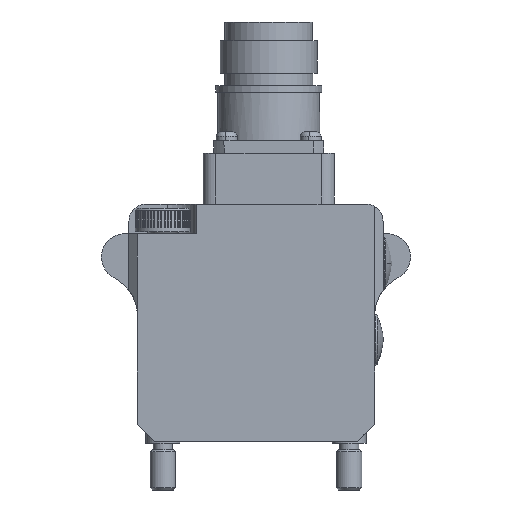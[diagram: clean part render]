
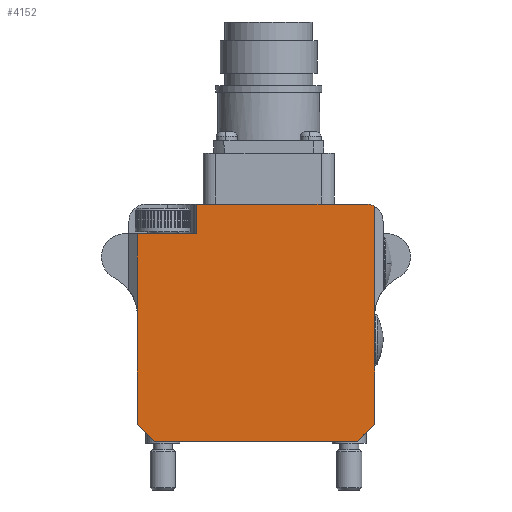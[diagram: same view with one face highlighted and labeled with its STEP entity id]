
A CAD part, front view. The second image highlights one B-rep face of the part: STEP entity #4152.
In plain terms, the highlighted planar face has unit normal (0, -1, 0).
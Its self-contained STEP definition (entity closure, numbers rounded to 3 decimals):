
#504 = DIRECTION ( 'NONE',  ( 0., 1., 0. ) ) ;
#614 = DIRECTION ( 'NONE',  ( 0.707, 0., 0.707 ) ) ;
#643 = LINE ( 'NONE', #5940, #10156 ) ;
#909 = CARTESIAN_POINT ( 'NONE',  ( 26., -23., 52. ) ) ;
#1501 = ORIENTED_EDGE ( 'NONE', *, *, #27859, .T. ) ;
#1978 = ORIENTED_EDGE ( 'NONE', *, *, #40879, .F. ) ;
#2197 = DIRECTION ( 'NONE',  ( 0., 0., 1. ) ) ;
#2465 = VERTEX_POINT ( 'NONE', #41566 ) ;
#2619 = VERTEX_POINT ( 'NONE', #17981 ) ;
#2871 = CIRCLE ( 'NONE', #26566, 4. ) ;
#4152 = ADVANCED_FACE ( 'NONE', ( #32918 ), #21996, .F. ) ;
#4515 = DIRECTION ( 'NONE',  ( 0., 0., 1. ) ) ;
#4562 = EDGE_CURVE ( 'NONE', #21864, #32607, #37322, .T. ) ;
#5940 = CARTESIAN_POINT ( 'NONE',  ( -28., -23., 29.671 ) ) ;
#6168 = CARTESIAN_POINT ( 'NONE',  ( 24., -23., 0. ) ) ;
#6794 = ORIENTED_EDGE ( 'NONE', *, *, #22747, .T. ) ;
#7156 = CARTESIAN_POINT ( 'NONE',  ( -14., -23., 49. ) ) ;
#7541 = CARTESIAN_POINT ( 'NONE',  ( -30., -23., 56. ) ) ;
#8335 = LINE ( 'NONE', #20643, #35813 ) ;
#8852 = CARTESIAN_POINT ( 'NONE',  ( 28., -23., 56. ) ) ;
#9838 = VECTOR ( 'NONE', #17699, 1000. ) ;
#10156 = VECTOR ( 'NONE', #31087, 1000. ) ;
#10379 = CARTESIAN_POINT ( 'NONE',  ( -28., -23., 56. ) ) ;
#10811 = ORIENTED_EDGE ( 'NONE', *, *, #4562, .T. ) ;
#11606 = ORIENTED_EDGE ( 'NONE', *, *, #42440, .F. ) ;
#11667 = VECTOR ( 'NONE', #34107, 1000. ) ;
#11804 = CARTESIAN_POINT ( 'NONE',  ( -14., -23., 56. ) ) ;
#12432 = VERTEX_POINT ( 'NONE', #25429 ) ;
#12665 = VERTEX_POINT ( 'NONE', #33984 ) ;
#13050 = EDGE_CURVE ( 'NONE', #37103, #2619, #21200, .T. ) ;
#15015 = VERTEX_POINT ( 'NONE', #11804 ) ;
#15134 = CARTESIAN_POINT ( 'NONE',  ( 26., -23., 56. ) ) ;
#16091 = CARTESIAN_POINT ( 'NONE',  ( -28., -23., 49. ) ) ;
#16941 = VECTOR ( 'NONE', #614, 1000. ) ;
#17074 = VECTOR ( 'NONE', #17990, 1000. ) ;
#17527 = CARTESIAN_POINT ( 'NONE',  ( -24., -23., 0. ) ) ;
#17699 = DIRECTION ( 'NONE',  ( 1., 0., 0. ) ) ;
#17752 = ORIENTED_EDGE ( 'NONE', *, *, #38377, .T. ) ;
#17959 = VERTEX_POINT ( 'NONE', #15134 ) ;
#17981 = CARTESIAN_POINT ( 'NONE',  ( 28., -23., 55.464 ) ) ;
#17990 = DIRECTION ( 'NONE',  ( -1., 0., 0. ) ) ;
#18070 = LINE ( 'NONE', #32767, #16941 ) ;
#19249 = ORIENTED_EDGE ( 'NONE', *, *, #13050, .T. ) ;
#20079 = VECTOR ( 'NONE', #2197, 1000. ) ;
#20433 = DIRECTION ( 'NONE',  ( 0., 0., 1. ) ) ;
#20643 = CARTESIAN_POINT ( 'NONE',  ( -24., -23., 0. ) ) ;
#20726 = EDGE_CURVE ( 'NONE', #12665, #2465, #643, .T. ) ;
#21200 = LINE ( 'NONE', #8852, #11667 ) ;
#21864 = VERTEX_POINT ( 'NONE', #17527 ) ;
#21996 = PLANE ( 'NONE',  #26398 ) ;
#22747 = EDGE_CURVE ( 'NONE', #12432, #37103, #31441, .T. ) ;
#22986 = LINE ( 'NONE', #10379, #32541 ) ;
#23020 = VECTOR ( 'NONE', #20433, 1000. ) ;
#23658 = EDGE_CURVE ( 'NONE', #2465, #21864, #8335, .T. ) ;
#23695 = CARTESIAN_POINT ( 'NONE',  ( -14., -23., 27.068 ) ) ;
#25429 = CARTESIAN_POINT ( 'NONE',  ( 28., -23., 4. ) ) ;
#25611 = DIRECTION ( 'NONE',  ( 0., 0., 1. ) ) ;
#26033 = DIRECTION ( 'NONE',  ( 0., -1., 0. ) ) ;
#26398 = AXIS2_PLACEMENT_3D ( 'NONE', #7541, #504, #25611 ) ;
#26566 = AXIS2_PLACEMENT_3D ( 'NONE', #909, #26033, #4515 ) ;
#27859 = EDGE_CURVE ( 'NONE', #32982, #33911, #45684, .T. ) ;
#28201 = VECTOR ( 'NONE', #44672, 1000. ) ;
#28508 = LINE ( 'NONE', #23695, #20079 ) ;
#28725 = EDGE_LOOP ( 'NONE', ( #1978, #1501, #17752, #36519, #29455, #10811, #36074, #6794, #19249, #33921, #11606 ) ) ;
#29455 = ORIENTED_EDGE ( 'NONE', *, *, #23658, .T. ) ;
#30466 = CARTESIAN_POINT ( 'NONE',  ( -30., -23., 56. ) ) ;
#31018 = DIRECTION ( 'NONE',  ( 0.707, 0., -0.707 ) ) ;
#31087 = DIRECTION ( 'NONE',  ( 0., 0., -1. ) ) ;
#31441 = LINE ( 'NONE', #41892, #23020 ) ;
#32541 = VECTOR ( 'NONE', #35461, 1000. ) ;
#32607 = VERTEX_POINT ( 'NONE', #6168 ) ;
#32767 = CARTESIAN_POINT ( 'NONE',  ( 28., -23., 4. ) ) ;
#32918 = FACE_OUTER_BOUND ( 'NONE', #28725, .T. ) ;
#32982 = VERTEX_POINT ( 'NONE', #44241 ) ;
#33911 = VERTEX_POINT ( 'NONE', #16091 ) ;
#33921 = ORIENTED_EDGE ( 'NONE', *, *, #43415, .T. ) ;
#33984 = CARTESIAN_POINT ( 'NONE',  ( -28., -23., 29.671 ) ) ;
#34107 = DIRECTION ( 'NONE',  ( 0., 0., 1. ) ) ;
#35461 = DIRECTION ( 'NONE',  ( 0., 0., -1. ) ) ;
#35813 = VECTOR ( 'NONE', #31018, 1000. ) ;
#36074 = ORIENTED_EDGE ( 'NONE', *, *, #36603, .T. ) ;
#36438 = CARTESIAN_POINT ( 'NONE',  ( 28., -23., 29.671 ) ) ;
#36519 = ORIENTED_EDGE ( 'NONE', *, *, #20726, .T. ) ;
#36603 = EDGE_CURVE ( 'NONE', #32607, #12432, #18070, .T. ) ;
#37103 = VERTEX_POINT ( 'NONE', #36438 ) ;
#37322 = LINE ( 'NONE', #42471, #9838 ) ;
#38377 = EDGE_CURVE ( 'NONE', #33911, #12665, #22986, .T. ) ;
#38825 = LINE ( 'NONE', #30466, #28201 ) ;
#40879 = EDGE_CURVE ( 'NONE', #32982, #15015, #28508, .T. ) ;
#41566 = CARTESIAN_POINT ( 'NONE',  ( -28., -23., 4. ) ) ;
#41892 = CARTESIAN_POINT ( 'NONE',  ( 28., -23., 29.671 ) ) ;
#42440 = EDGE_CURVE ( 'NONE', #15015, #17959, #38825, .T. ) ;
#42471 = CARTESIAN_POINT ( 'NONE',  ( -30., -23., 0. ) ) ;
#43415 = EDGE_CURVE ( 'NONE', #2619, #17959, #2871, .T. ) ;
#44241 = CARTESIAN_POINT ( 'NONE',  ( -14., -23., 49. ) ) ;
#44672 = DIRECTION ( 'NONE',  ( 1., 0., 0. ) ) ;
#45684 = LINE ( 'NONE', #7156, #17074 ) ;
